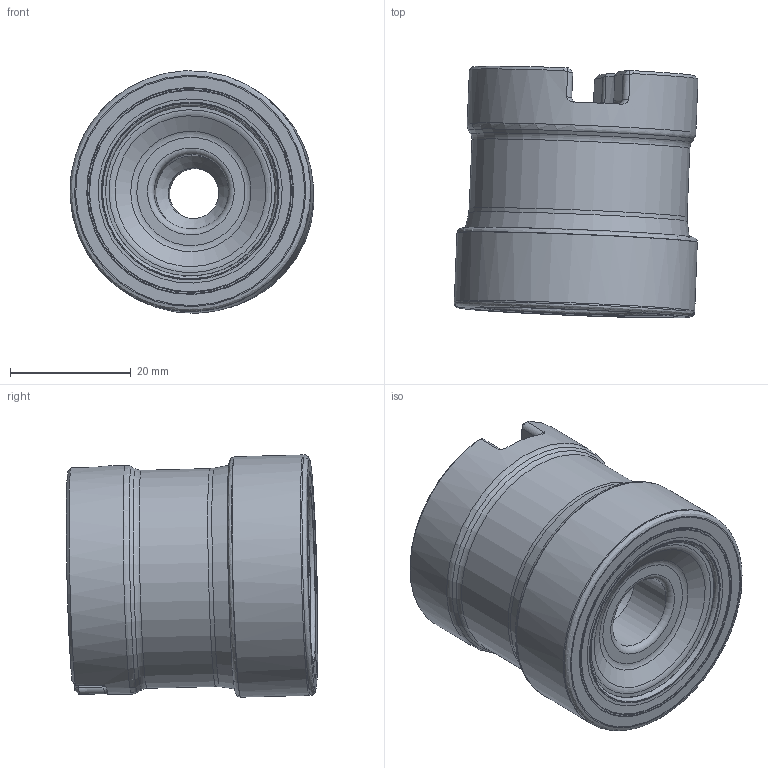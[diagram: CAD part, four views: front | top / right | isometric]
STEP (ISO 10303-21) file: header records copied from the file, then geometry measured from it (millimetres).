
FILE_DESCRIPTION(/* description */ (''),/* implementation_level */ '2;1');
FILE_NAME(/* name */ 'ax_step_export_TOP_PART.stp',/* time_stamp */ '2021-07-16T12:10:11+02:00',/* author */ (''),/* organization */ (''),/* preprocessor_version */ 'ST-DEVELOPER v16.7',/* originating_system */ 'SIEMENS PLM Software NX 12.0',/* authorisation */ '');
FILE_SCHEMA (('AUTOMOTIVE_DESIGN { 1 0 10303 214 3 1 1 1 }'));
Length unit declared in the file: millimetre
Products named in the file (4): CUT; NOCUT; ASSEMBLY_CONSTRUCTION; TOP_PART
Assembly tree (3 placements, depth 2):
  TOP_PART
    ASSEMBLY_CONSTRUCTION
    NOCUT
    CUT
Bounding box: 40.46 x 41.76 x 40.23 mm (x, y, z)
Volume: 41658.8 mm3; surface area: 12051.3 mm2
Topology: 2 solids, 2 shells, 106 faces, 308 edges, 262 vertices
Faces by surface type: cylinder 25, revolution 24, cone 20, plane 19, torus 18
Full cylindrical faces by diameter (mm): 8.4 x1, 12.4 x1, 16.005 x1, 16.2 x1, 36.2 x1, 37.6 x1, 38 x1
Entity records: 4101 total; most frequent: CARTESIAN_POINT 1461, DIRECTION 486, ORIENTED_EDGE 370, AXIS2_PLACEMENT_3D 203, EDGE_CURVE 185, EDGE_LOOP 162, VERTEX_POINT 135, FACE_BOUND 112
